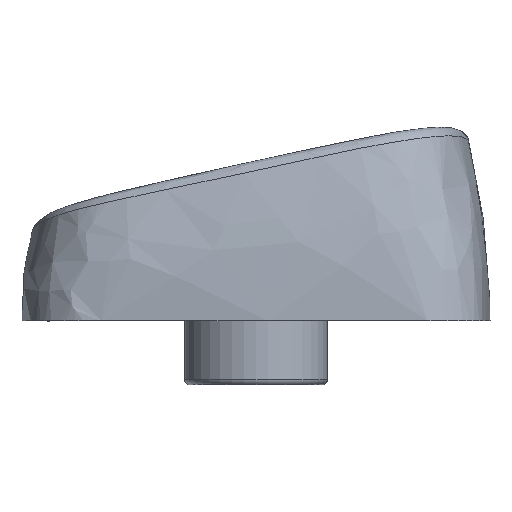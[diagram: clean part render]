
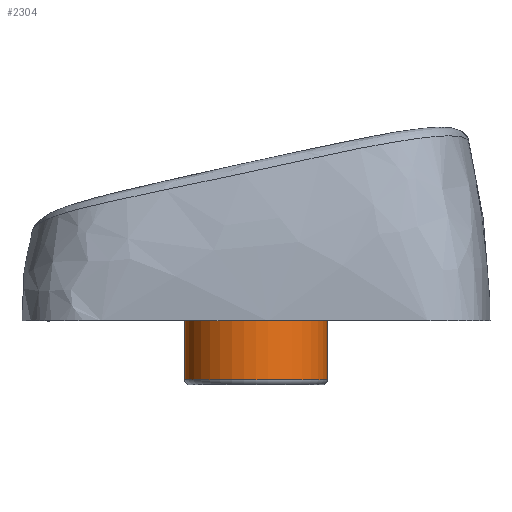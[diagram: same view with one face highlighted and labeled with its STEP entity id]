
A CAD part, left-side view. The second image highlights one B-rep face of the part: STEP entity #2304.
In plain terms, the highlighted cylindrical face has radius 2.75 mm (diameter 5.5 mm), a full revolution.
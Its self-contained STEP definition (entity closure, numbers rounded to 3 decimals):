
#168=CYLINDRICAL_SURFACE('',#2446,2.75);
#238=LINE('',#3256,#397);
#397=VECTOR('',#2677,2.75);
#590=FACE_OUTER_BOUND('',#711,.T.);
#711=EDGE_LOOP('',(#1572,#1573,#1574,#1575,#1576));
#837=CIRCLE('',#2439,2.75);
#838=CIRCLE('',#2440,2.75);
#843=CIRCLE('',#2447,2.75);
#916=VERTEX_POINT('',#3216);
#917=VERTEX_POINT('',#3218);
#934=VERTEX_POINT('',#3255);
#1179=EDGE_CURVE('',#916,#917,#837,.T.);
#1180=EDGE_CURVE('',#917,#916,#838,.T.);
#1197=EDGE_CURVE('',#917,#934,#238,.T.);
#1198=EDGE_CURVE('',#934,#934,#843,.T.);
#1572=ORIENTED_EDGE('',*,*,#1180,.F.);
#1573=ORIENTED_EDGE('',*,*,#1197,.T.);
#1574=ORIENTED_EDGE('',*,*,#1198,.F.);
#1575=ORIENTED_EDGE('',*,*,#1197,.F.);
#1576=ORIENTED_EDGE('',*,*,#1179,.F.);
#2304=ADVANCED_FACE('',(#590),#168,.T.);
#2439=AXIS2_PLACEMENT_3D('',#3219,#2649,#2650);
#2440=AXIS2_PLACEMENT_3D('',#3220,#2651,#2652);
#2446=AXIS2_PLACEMENT_3D('',#3254,#2675,#2676);
#2447=AXIS2_PLACEMENT_3D('',#3257,#2678,#2679);
#2649=DIRECTION('center_axis',(0.,0.,-1.));
#2650=DIRECTION('ref_axis',(1.,0.,0.));
#2651=DIRECTION('center_axis',(0.,0.,-1.));
#2652=DIRECTION('ref_axis',(1.,0.,0.));
#2675=DIRECTION('center_axis',(0.,0.,-1.));
#2676=DIRECTION('ref_axis',(1.,0.,0.));
#2677=DIRECTION('',(0.,0.,1.));
#2678=DIRECTION('center_axis',(0.,0.,1.));
#2679=DIRECTION('ref_axis',(1.,0.,0.));
#3216=CARTESIAN_POINT('',(-9.25,0.,-3.1));
#3218=CARTESIAN_POINT('',(-14.75,0.,-3.1));
#3219=CARTESIAN_POINT('Origin',(-12.,0.,-3.1));
#3220=CARTESIAN_POINT('Origin',(-12.,0.,-3.1));
#3254=CARTESIAN_POINT('Origin',(-12.,0.,0.));
#3255=CARTESIAN_POINT('',(-14.75,0.,-0.25));
#3256=CARTESIAN_POINT('',(-14.75,0.,0.));
#3257=CARTESIAN_POINT('Origin',(-12.,0.,-0.25));
